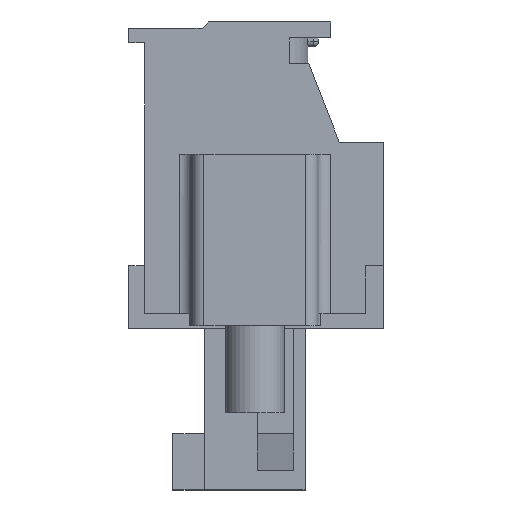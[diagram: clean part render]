
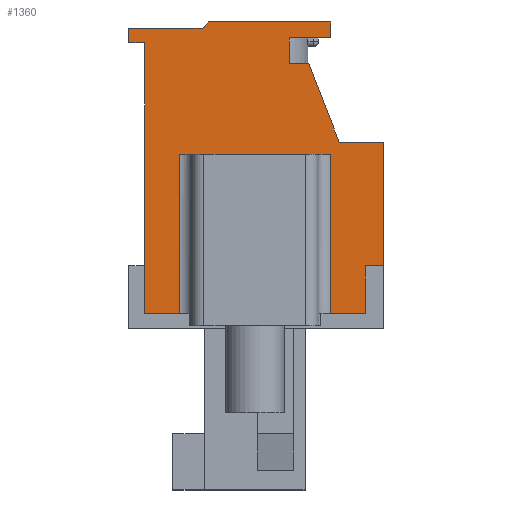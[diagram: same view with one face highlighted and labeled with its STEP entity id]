
A CAD part, left-side view. The second image highlights one B-rep face of the part: STEP entity #1360.
In plain terms, the highlighted planar face has unit normal (-1, 0, 0).
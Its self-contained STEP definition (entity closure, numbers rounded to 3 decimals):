
#1360 = ADVANCED_FACE( '', ( #2791 ), #2792, .T. );
#2791 = FACE_OUTER_BOUND( '', #4337, .T. );
#2792 = PLANE( '', #4338 );
#4337 = EDGE_LOOP( '', ( #7982, #7983, #7984, #7985, #7986, #7987, #7988, #7989, #7990, #7991, #7992, #7993, #7994, #7995, #7996, #7997, #7998, #7999, #8000, #8001 ) );
#4338 = AXIS2_PLACEMENT_3D( '', #8002, #8003, #8004 );
#7982 = ORIENTED_EDGE( '', *, *, #10938, .F. );
#7983 = ORIENTED_EDGE( '', *, *, #9880, .T. );
#7984 = ORIENTED_EDGE( '', *, *, #10479, .T. );
#7985 = ORIENTED_EDGE( '', *, *, #10939, .T. );
#7986 = ORIENTED_EDGE( '', *, *, #10273, .T. );
#7987 = ORIENTED_EDGE( '', *, *, #10040, .T. );
#7988 = ORIENTED_EDGE( '', *, *, #10691, .T. );
#7989 = ORIENTED_EDGE( '', *, *, #10134, .T. );
#7990 = ORIENTED_EDGE( '', *, *, #10630, .F. );
#7991 = ORIENTED_EDGE( '', *, *, #10890, .T. );
#7992 = ORIENTED_EDGE( '', *, *, #10780, .T. );
#7993 = ORIENTED_EDGE( '', *, *, #10940, .T. );
#7994 = ORIENTED_EDGE( '', *, *, #10417, .T. );
#7995 = ORIENTED_EDGE( '', *, *, #10941, .T. );
#7996 = ORIENTED_EDGE( '', *, *, #10610, .T. );
#7997 = ORIENTED_EDGE( '', *, *, #9730, .T. );
#7998 = ORIENTED_EDGE( '', *, *, #10942, .T. );
#7999 = ORIENTED_EDGE( '', *, *, #10943, .T. );
#8000 = ORIENTED_EDGE( '', *, *, #10482, .T. );
#8001 = ORIENTED_EDGE( '', *, *, #10944, .T. );
#8002 = CARTESIAN_POINT( '', ( -5.715, 0., 0. ) );
#8003 = DIRECTION( '', ( -1., 0., 0. ) );
#8004 = DIRECTION( '', ( 0., 0., 1. ) );
#9730 = EDGE_CURVE( '', #11783, #11784, #11785, .T. );
#9880 = EDGE_CURVE( '', #12049, #12046, #12050, .F. );
#10040 = EDGE_CURVE( '', #12300, #12298, #12301, .T. );
#10134 = EDGE_CURVE( '', #12454, #12455, #12456, .T. );
#10273 = EDGE_CURVE( '', #12659, #12300, #12660, .T. );
#10417 = EDGE_CURVE( '', #12882, #12883, #12884, .T. );
#10479 = EDGE_CURVE( '', #12046, #12971, #12973, .T. );
#10482 = EDGE_CURVE( '', #12978, #12976, #12979, .T. );
#10610 = EDGE_CURVE( '', #13154, #11783, #13155, .T. );
#10630 = EDGE_CURVE( '', #13184, #12455, #13185, .T. );
#10691 = EDGE_CURVE( '', #12298, #12454, #13265, .T. );
#10780 = EDGE_CURVE( '', #13385, #13383, #13386, .T. );
#10890 = EDGE_CURVE( '', #13184, #13385, #13521, .T. );
#10938 = EDGE_CURVE( '', #12049, #13579, #13580, .T. );
#10939 = EDGE_CURVE( '', #12971, #12659, #13581, .T. );
#10940 = EDGE_CURVE( '', #13383, #12882, #13582, .T. );
#10941 = EDGE_CURVE( '', #12883, #13154, #13583, .T. );
#10942 = EDGE_CURVE( '', #11784, #13584, #13585, .T. );
#10943 = EDGE_CURVE( '', #13584, #12978, #13586, .T. );
#10944 = EDGE_CURVE( '', #12976, #13579, #13587, .T. );
#11783 = VERTEX_POINT( '', #14725 );
#11784 = VERTEX_POINT( '', #14726 );
#11785 = LINE( '', #14727, #14728 );
#12046 = VERTEX_POINT( '', #15116 );
#12049 = VERTEX_POINT( '', #15119 );
#12050 = LINE( '', #15120, #15121 );
#12298 = VERTEX_POINT( '', #15501 );
#12300 = VERTEX_POINT( '', #15504 );
#12301 = LINE( '', #15505, #15506 );
#12454 = VERTEX_POINT( '', #15734 );
#12455 = VERTEX_POINT( '', #15735 );
#12456 = LINE( '', #15736, #15737 );
#12659 = VERTEX_POINT( '', #16042 );
#12660 = LINE( '', #16043, #16044 );
#12882 = VERTEX_POINT( '', #16380 );
#12883 = VERTEX_POINT( '', #16381 );
#12884 = LINE( '', #16382, #16383 );
#12971 = VERTEX_POINT( '', #16507 );
#12973 = LINE( '', #16510, #16511 );
#12976 = VERTEX_POINT( '', #16515 );
#12978 = VERTEX_POINT( '', #16517 );
#12979 = LINE( '', #16518, #16519 );
#13154 = VERTEX_POINT( '', #16772 );
#13155 = LINE( '', #16773, #16774 );
#13184 = VERTEX_POINT( '', #16815 );
#13185 = LINE( '', #16816, #16817 );
#13265 = LINE( '', #16941, #16942 );
#13383 = VERTEX_POINT( '', #17101 );
#13385 = VERTEX_POINT( '', #17104 );
#13386 = LINE( '', #17105, #17106 );
#13521 = LINE( '', #17326, #17327 );
#13579 = VERTEX_POINT( '', #17421 );
#13580 = LINE( '', #17422, #17423 );
#13581 = LINE( '', #17424, #17425 );
#13582 = LINE( '', #17426, #17427 );
#13583 = LINE( '', #17428, #17429 );
#13584 = VERTEX_POINT( '', #17430 );
#13585 = LINE( '', #17431, #17432 );
#13586 = LINE( '', #17433, #17434 );
#13587 = LINE( '', #17435, #17436 );
#14725 = CARTESIAN_POINT( '', ( -5.715, 5.15, 6.125 ) );
#14726 = CARTESIAN_POINT( '', ( -5.715, 5.15, 5.525 ) );
#14727 = CARTESIAN_POINT( '', ( -5.715, 5.15, 6.125 ) );
#14728 = VECTOR( '', #18160, 1000. );
#15116 = CARTESIAN_POINT( '', ( -5.715, -3.075, -5.525 ) );
#15119 = CARTESIAN_POINT( '', ( -5.715, -3.075, 0.975 ) );
#15120 = CARTESIAN_POINT( '', ( -5.715, -3.075, -5.525 ) );
#15121 = VECTOR( '', #18299, 1000. );
#15501 = CARTESIAN_POINT( '', ( -5.715, -5.25, 1.475 ) );
#15504 = CARTESIAN_POINT( '', ( -5.715, -5.25, -3.575 ) );
#15505 = CARTESIAN_POINT( '', ( -5.715, -5.25, -3.575 ) );
#15506 = VECTOR( '', #18457, 1000. );
#15734 = CARTESIAN_POINT( '', ( -5.715, -3.45, 1.475 ) );
#15735 = CARTESIAN_POINT( '', ( -5.715, -2.2, 4.675 ) );
#15736 = CARTESIAN_POINT( '', ( -5.715, -3.45, 1.475 ) );
#15737 = VECTOR( '', #18553, 1000. );
#16042 = CARTESIAN_POINT( '', ( -5.715, -4.5, -3.575 ) );
#16043 = CARTESIAN_POINT( '', ( -5.715, -4.5, -3.575 ) );
#16044 = VECTOR( '', #18671, 1000. );
#16380 = CARTESIAN_POINT( '', ( -5.715, -3.1, 6.375 ) );
#16381 = CARTESIAN_POINT( '', ( -5.715, 1.9, 6.375 ) );
#16382 = CARTESIAN_POINT( '', ( -5.715, -3.1, 6.375 ) );
#16383 = VECTOR( '', #18812, 1000. );
#16507 = CARTESIAN_POINT( '', ( -5.715, -4.5, -5.525 ) );
#16510 = CARTESIAN_POINT( '', ( -5.715, 4.5, -5.525 ) );
#16511 = VECTOR( '', #18881, 1000. );
#16515 = CARTESIAN_POINT( '', ( -5.715, 3.075, -5.525 ) );
#16517 = CARTESIAN_POINT( '', ( -5.715, 4.5, -5.525 ) );
#16518 = CARTESIAN_POINT( '', ( -5.715, 4.5, -5.525 ) );
#16519 = VECTOR( '', #18886, 1000. );
#16772 = CARTESIAN_POINT( '', ( -5.715, 2.153, 6.125 ) );
#16773 = CARTESIAN_POINT( '', ( -5.715, 2.153, 6.125 ) );
#16774 = VECTOR( '', #19004, 1000. );
#16815 = CARTESIAN_POINT( '', ( -5.715, -1.4, 4.675 ) );
#16816 = CARTESIAN_POINT( '', ( -5.715, -1.4, 4.675 ) );
#16817 = VECTOR( '', #19029, 1000. );
#16941 = CARTESIAN_POINT( '', ( -5.715, -5.25, 1.475 ) );
#16942 = VECTOR( '', #19079, 1000. );
#17101 = CARTESIAN_POINT( '', ( -5.715, -3.1, 5.725 ) );
#17104 = CARTESIAN_POINT( '', ( -5.715, -1.4, 5.725 ) );
#17105 = CARTESIAN_POINT( '', ( -5.715, -2.2, 5.725 ) );
#17106 = VECTOR( '', #19173, 1000. );
#17326 = CARTESIAN_POINT( '', ( -5.715, -1.4, 4.675 ) );
#17327 = VECTOR( '', #19276, 1000. );
#17421 = CARTESIAN_POINT( '', ( -5.715, 3.075, 0.975 ) );
#17422 = CARTESIAN_POINT( '', ( -5.715, -2.575, 0.975 ) );
#17423 = VECTOR( '', #19315, 1000. );
#17424 = CARTESIAN_POINT( '', ( -5.715, -4.5, -5.525 ) );
#17425 = VECTOR( '', #19316, 1000. );
#17426 = CARTESIAN_POINT( '', ( -5.715, -3.1, 5.725 ) );
#17427 = VECTOR( '', #19317, 1000. );
#17428 = CARTESIAN_POINT( '', ( -5.715, 1.9, 6.375 ) );
#17429 = VECTOR( '', #19318, 1000. );
#17430 = CARTESIAN_POINT( '', ( -5.715, 4.5, 5.525 ) );
#17431 = CARTESIAN_POINT( '', ( -5.715, 5.15, 5.525 ) );
#17432 = VECTOR( '', #19319, 1000. );
#17433 = CARTESIAN_POINT( '', ( -5.715, 4.5, 5.525 ) );
#17434 = VECTOR( '', #19320, 1000. );
#17435 = CARTESIAN_POINT( '', ( -5.715, 3.075, 0. ) );
#17436 = VECTOR( '', #19321, 1000. );
#18160 = DIRECTION( '', ( 0., 0., -1. ) );
#18299 = DIRECTION( '', ( 0., 0., 1. ) );
#18457 = DIRECTION( '', ( 0., 0., 1. ) );
#18553 = DIRECTION( '', ( 0., 0.364, 0.931 ) );
#18671 = DIRECTION( '', ( 0., -1., 0. ) );
#18812 = DIRECTION( '', ( 0., 1., 0. ) );
#18881 = DIRECTION( '', ( 0., -1., 0. ) );
#18886 = DIRECTION( '', ( 0., -1., 0. ) );
#19004 = DIRECTION( '', ( 0., 1., 0. ) );
#19029 = DIRECTION( '', ( 0., -1., 0. ) );
#19079 = DIRECTION( '', ( 0., 1., 0. ) );
#19173 = DIRECTION( '', ( 0., -1., 0. ) );
#19276 = DIRECTION( '', ( 0., 0., 1. ) );
#19315 = DIRECTION( '', ( 0., 1., 0. ) );
#19316 = DIRECTION( '', ( 0., 0., 1. ) );
#19317 = DIRECTION( '', ( 0., 0., 1. ) );
#19318 = DIRECTION( '', ( 0., 0.711, -0.704 ) );
#19319 = DIRECTION( '', ( 0., -1., 0. ) );
#19320 = DIRECTION( '', ( 0., 0., -1. ) );
#19321 = DIRECTION( '', ( 0., 0., 1. ) );
